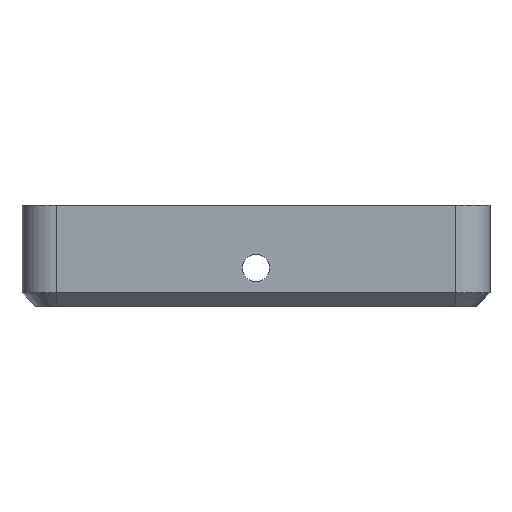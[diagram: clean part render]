
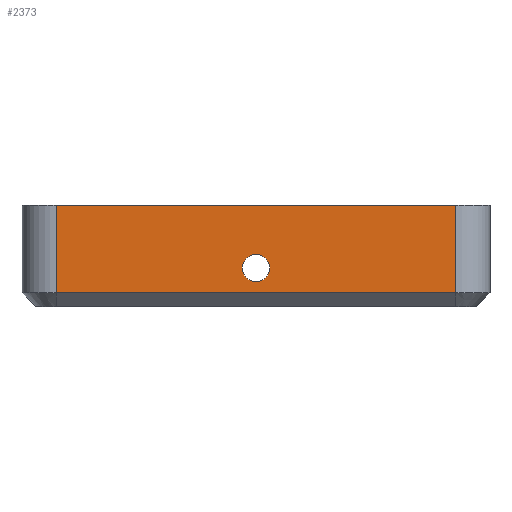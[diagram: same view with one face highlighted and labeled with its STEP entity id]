
A CAD part, front view. The second image highlights one B-rep face of the part: STEP entity #2373.
In plain terms, the highlighted planar face has unit normal (0, -1, 0).
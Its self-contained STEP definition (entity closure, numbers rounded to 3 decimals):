
#71=FACE_BOUND('',#264,.T.);
#118=FACE_OUTER_BOUND('',#263,.T.);
#263=EDGE_LOOP('',(#1889,#1890,#1891,#1892));
#264=EDGE_LOOP('',(#1893));
#405=CIRCLE('',#2555,2.);
#442=LINE('',#3371,#722);
#554=LINE('',#3650,#834);
#584=LINE('',#3729,#864);
#597=LINE('',#3780,#877);
#722=VECTOR('',#2685,10.);
#834=VECTOR('',#2915,10.);
#864=VECTOR('',#2985,10.);
#877=VECTOR('',#3026,10.);
#1004=VERTEX_POINT('',#3368);
#1005=VERTEX_POINT('',#3370);
#1106=VERTEX_POINT('',#3628);
#1109=VERTEX_POINT('',#3635);
#1167=VERTEX_POINT('',#3781);
#1233=EDGE_CURVE('',#1005,#1004,#442,.F.);
#1373=EDGE_CURVE('',#1106,#1109,#554,.T.);
#1415=EDGE_CURVE('',#1109,#1004,#584,.T.);
#1440=EDGE_CURVE('',#1005,#1106,#597,.T.);
#1441=EDGE_CURVE('',#1167,#1167,#405,.F.);
#1889=ORIENTED_EDGE('',*,*,#1373,.F.);
#1890=ORIENTED_EDGE('',*,*,#1440,.F.);
#1891=ORIENTED_EDGE('',*,*,#1233,.T.);
#1892=ORIENTED_EDGE('',*,*,#1415,.F.);
#1893=ORIENTED_EDGE('',*,*,#1441,.T.);
#2274=PLANE('',#2554);
#2373=ADVANCED_FACE('',(#118,#71),#2274,.T.);
#2554=AXIS2_PLACEMENT_3D('',#3779,#3024,#3025);
#2555=AXIS2_PLACEMENT_3D('',#3782,#3027,#3028);
#2685=DIRECTION('',(1.,0.,0.));
#2915=DIRECTION('',(-1.,0.,0.));
#2985=DIRECTION('',(0.,0.,1.));
#3024=DIRECTION('center_axis',(0.,-1.,0.));
#3025=DIRECTION('ref_axis',(-1.,0.,0.));
#3026=DIRECTION('',(0.,0.,-1.));
#3027=DIRECTION('center_axis',(0.,-1.,0.));
#3028=DIRECTION('ref_axis',(-1.,0.,0.));
#3368=CARTESIAN_POINT('',(-29.,-60.9,-11.9));
#3370=CARTESIAN_POINT('',(29.,-60.9,-11.9));
#3371=CARTESIAN_POINT('',(17.5,-60.9,-11.9));
#3628=CARTESIAN_POINT('',(29.,-60.9,-24.6));
#3635=CARTESIAN_POINT('',(-29.,-60.9,-24.6));
#3650=CARTESIAN_POINT('',(17.5,-60.9,-24.6));
#3729=CARTESIAN_POINT('',(-29.,-60.9,-0.6));
#3779=CARTESIAN_POINT('Origin',(35.,-60.9,-0.6));
#3780=CARTESIAN_POINT('',(29.,-60.9,-0.6));
#3781=CARTESIAN_POINT('',(2.,-60.9,-21.));
#3782=CARTESIAN_POINT('Origin',(0.,-60.9,-21.));
